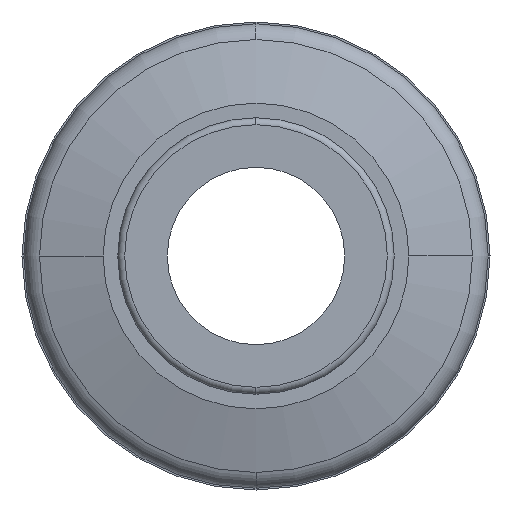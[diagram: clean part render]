
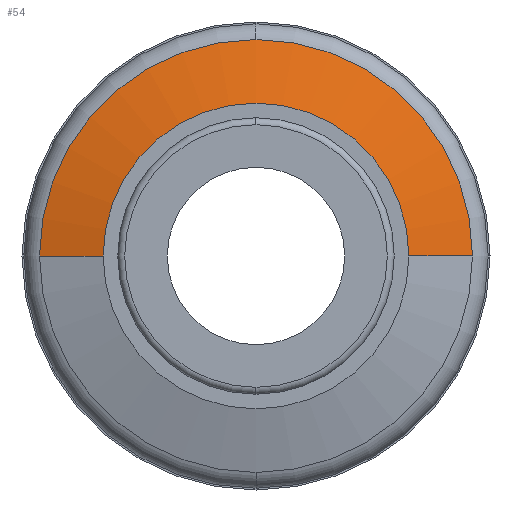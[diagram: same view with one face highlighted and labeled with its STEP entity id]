
A CAD part, left-side view. The second image highlights one B-rep face of the part: STEP entity #54.
In plain terms, the highlighted conical face has half-angle 75 degrees and reference radius 6.614 mm.
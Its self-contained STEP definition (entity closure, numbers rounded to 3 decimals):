
#54=ADVANCED_FACE('',(#153),#154,.T.);
#153=FACE_OUTER_BOUND('',#343,.T.);
#154=CONICAL_SURFACE('',#344,6.614,1.309);
#343=EDGE_LOOP('',(#589,#590,#591,#592,#593));
#344=AXIS2_PLACEMENT_3D('',#594,#595,#596);
#589=ORIENTED_EDGE('',*,*,#1286,.F.);
#590=ORIENTED_EDGE('',*,*,#1287,.T.);
#591=ORIENTED_EDGE('',*,*,#1288,.F.);
#592=ORIENTED_EDGE('',*,*,#1289,.F.);
#593=ORIENTED_EDGE('',*,*,#1283,.F.);
#594=CARTESIAN_POINT('',(-22.313,0.0,0.0));
#595=DIRECTION('',(1.0,-0.0,-0.0));
#596=DIRECTION('',(0.0,1.0,0.0));
#1283=EDGE_CURVE('',#1547,#1549,#1550,.T.);
#1286=EDGE_CURVE('',#1553,#1547,#1554,.T.);
#1287=EDGE_CURVE('',#1553,#1555,#1556,.T.);
#1288=EDGE_CURVE('',#1557,#1555,#1558,.T.);
#1289=EDGE_CURVE('',#1549,#1557,#1559,.T.);
#1547=VERTEX_POINT('',#2005);
#1549=VERTEX_POINT('',#2007);
#1550=CIRCLE('',#2008,7.754);
#1553=VERTEX_POINT('',#2011);
#1554=LINE('',#2012,#2013);
#1555=VERTEX_POINT('',#2014);
#1556=CIRCLE('',#2015,5.474);
#1557=VERTEX_POINT('',#2016);
#1558=LINE('',#2017,#2018);
#1559=CIRCLE('',#2019,7.754);
#2005=CARTESIAN_POINT('',(-22.008,7.754,0.0));
#2007=CARTESIAN_POINT('',(-22.008,0.,7.754));
#2008=AXIS2_PLACEMENT_3D('',#2484,#2485,#2486);
#2011=CARTESIAN_POINT('',(-22.619,5.474,0.0));
#2012=CARTESIAN_POINT('',(-22.313,6.614,0.));
#2013=VECTOR('',#2493,1.0);
#2014=CARTESIAN_POINT('',(-22.619,-5.474,0.));
#2015=AXIS2_PLACEMENT_3D('',#2494,#2495,#2496);
#2016=CARTESIAN_POINT('',(-22.008,-7.754,0.));
#2017=CARTESIAN_POINT('',(-22.313,-6.614,0.));
#2018=VECTOR('',#2497,1.0);
#2019=AXIS2_PLACEMENT_3D('',#2498,#2499,#2500);
#2484=CARTESIAN_POINT('',(-22.008,0.0,0.0));
#2485=DIRECTION('',(1.0,0.0,0.0));
#2486=DIRECTION('',(0.0,1.0,0.0));
#2493=DIRECTION('',(0.259,0.966,0.));
#2494=CARTESIAN_POINT('',(-22.619,0.0,0.0));
#2495=DIRECTION('',(1.0,0.0,0.0));
#2496=DIRECTION('',(0.0,1.0,0.0));
#2497=DIRECTION('',(-0.259,0.966,0.));
#2498=CARTESIAN_POINT('',(-22.008,0.0,0.0));
#2499=DIRECTION('',(1.0,0.0,0.0));
#2500=DIRECTION('',(0.0,1.0,0.0));
